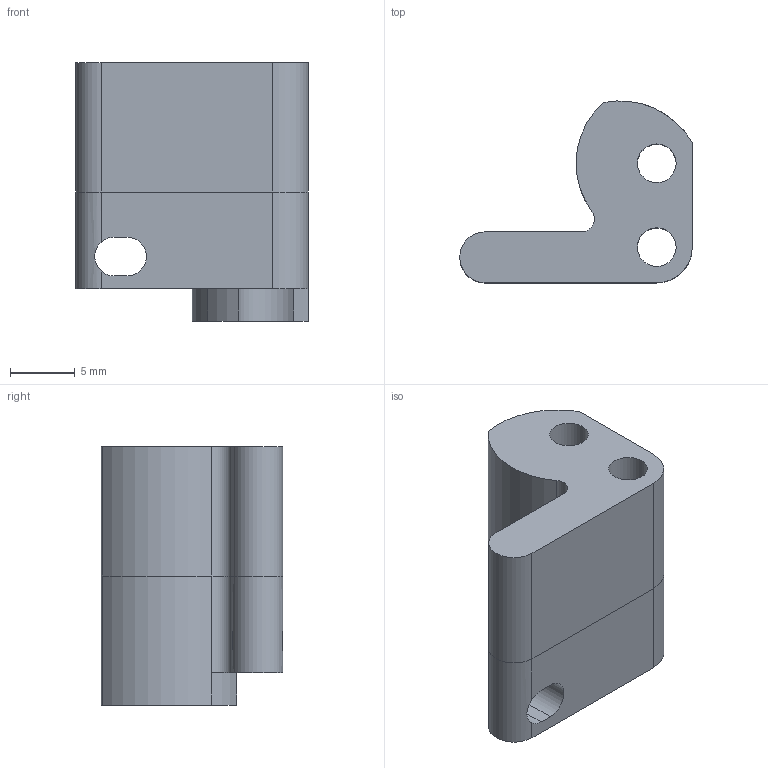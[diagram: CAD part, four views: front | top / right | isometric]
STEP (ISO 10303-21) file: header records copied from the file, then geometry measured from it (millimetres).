
FILE_DESCRIPTION(('FreeCAD Model'),'2;1');
FILE_NAME('Open CASCADE Shape Model','2023-11-04T22:57:13',(''),(''), 'Open CASCADE STEP processor 7.6','FreeCAD','Unknown');
FILE_SCHEMA(('AUTOMOTIVE_DESIGN { 1 0 10303 214 1 1 1 1 }'));
Length unit declared in the file: millimetre
Products named in the file (1): BMG_arm
Bounding box: 18.01 x 14.08 x 20 mm (x, y, z)
Volume: 1793.2 mm3; surface area: 1823.5 mm2
Topology: 1 solids, 1 shells, 36 faces, 100 edges, 63 vertices
Faces by surface type: cylinder 20, plane 16
Full cylindrical faces by diameter (mm): 3 x4
Entity records: 1245 total; most frequent: CARTESIAN_POINT 250, DIRECTION 215, ORIENTED_EDGE 200, EDGE_CURVE 100, AXIS2_PLACEMENT_3D 80, VERTEX_POINT 63, LINE 55, VECTOR 55
